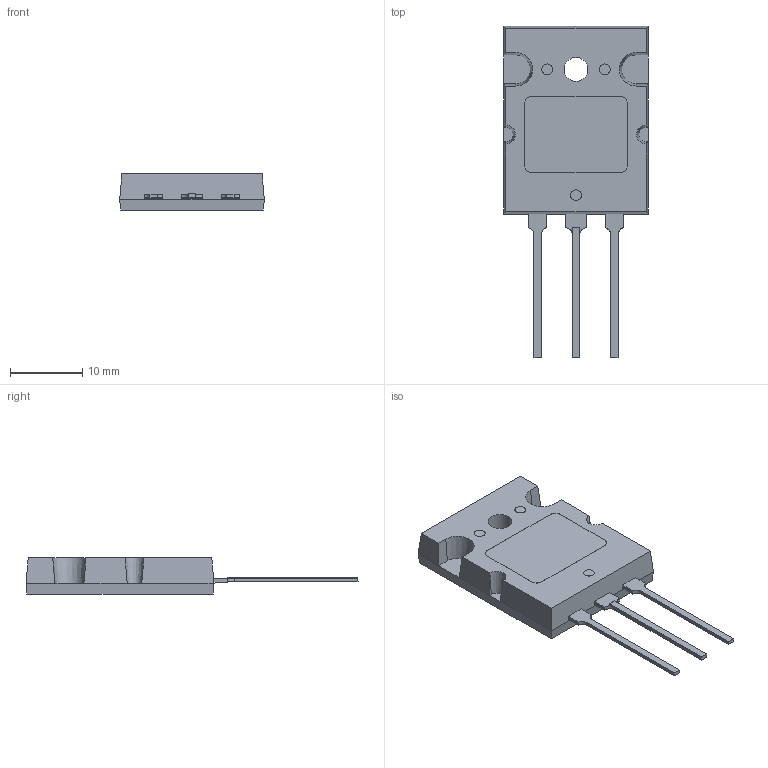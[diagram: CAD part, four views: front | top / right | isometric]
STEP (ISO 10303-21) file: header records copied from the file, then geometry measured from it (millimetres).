
FILE_DESCRIPTION (( 'STEP AP214' ), '1' );
FILE_NAME ('TO-264.STEP', '2024-05-14T11:53:46', ( '' ), ( '' ), 'SwSTEP 2.0', 'SolidWorks 2024', '' );
FILE_SCHEMA (( 'AUTOMOTIVE_DESIGN' ));
Length unit declared in the file: millimetre
Products named in the file (1): TO-264
Bounding box: 20 x 45.91 x 5 mm (x, y, z)
Volume: 2416.9 mm3; surface area: 1745.9 mm2
Topology: 1 solids, 1 shells, 108 faces, 264 edges, 167 vertices
Faces by surface type: plane 75, cylinder 25, cone 8
Entity records: 3693 total; most frequent: CARTESIAN_POINT 576, ORIENTED_EDGE 528, DIRECTION 525, EDGE_CURVE 264, LINE 197, VECTOR 197, VERTEX_POINT 167, AXIS2_PLACEMENT_3D 164
